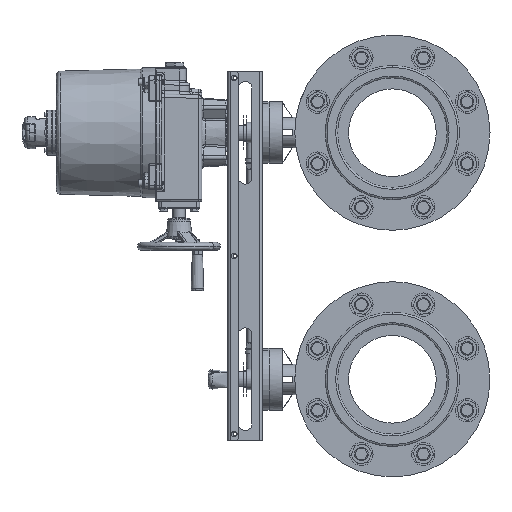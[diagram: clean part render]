
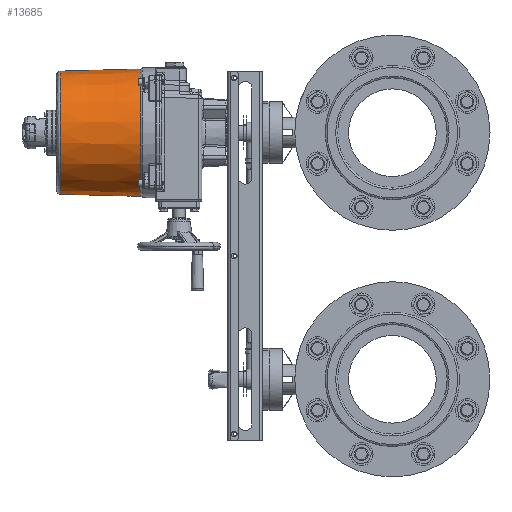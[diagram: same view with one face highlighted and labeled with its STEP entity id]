
A CAD part, left-side view. The second image highlights one B-rep face of the part: STEP entity #13685.
In plain terms, the highlighted conical face has half-angle 1.5 degrees and reference radius 92.898 mm.
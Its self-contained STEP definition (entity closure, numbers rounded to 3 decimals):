
#4840 = VECTOR ( 'NONE', #116084, 1000. ) ;
#7224 = DIRECTION ( 'NONE',  ( 0., -1., 0. ) ) ;
#11545 = DIRECTION ( 'NONE',  ( 0., 0., 1. ) ) ;
#13062 = DIRECTION ( 'NONE',  ( 0., 0., 1. ) ) ;
#13685 = ADVANCED_FACE ( 'NONE', ( #84244 ), #71147, .T. ) ;
#21549 = EDGE_CURVE ( 'NONE', #88119, #76864, #117334, .T. ) ;
#27868 = VERTEX_POINT ( 'NONE', #105504 ) ;
#28159 = CARTESIAN_POINT ( 'NONE',  ( 13.531, 170.123, 597.102 ) ) ;
#34677 = DIRECTION ( 'NONE',  ( 0., -1., 0. ) ) ;
#36212 = DIRECTION ( 'NONE',  ( 0., 1., 0. ) ) ;
#44179 = CIRCLE ( 'NONE', #48451, 89.856 ) ;
#48451 = AXIS2_PLACEMENT_3D ( 'NONE', #113657, #7224, #77533 ) ;
#48711 = ORIENTED_EDGE ( 'NONE', *, *, #21549, .F. ) ;
#52261 = DIRECTION ( 'NONE',  ( 0., -1., -0.026 ) ) ;
#59351 = ORIENTED_EDGE ( 'NONE', *, *, #109038, .T. ) ;
#59588 = CIRCLE ( 'NONE', #121802, 92.898 ) ;
#71147 = CONICAL_SURFACE ( 'NONE', #110674, 92.898, 0.026 ) ;
#76864 = VERTEX_POINT ( 'NONE', #81491 ) ;
#77533 = DIRECTION ( 'NONE',  ( 0., 0., 1. ) ) ;
#81491 = CARTESIAN_POINT ( 'NONE',  ( 13.531, 170.123, 782.898 ) ) ;
#83274 = LINE ( 'NONE', #28159, #103834 ) ;
#84244 = FACE_OUTER_BOUND ( 'NONE', #103717, .T. ) ;
#88119 = VERTEX_POINT ( 'NONE', #129400 ) ;
#96438 = CARTESIAN_POINT ( 'NONE',  ( 13.531, 286.281, 600.144 ) ) ;
#103717 = EDGE_LOOP ( 'NONE', ( #148785, #59351, #140563, #48711 ) ) ;
#103834 = VECTOR ( 'NONE', #52261, 1000. ) ;
#105504 = CARTESIAN_POINT ( 'NONE',  ( 13.531, 170.123, 597.102 ) ) ;
#109038 = EDGE_CURVE ( 'NONE', #109879, #27868, #83274, .T. ) ;
#109879 = VERTEX_POINT ( 'NONE', #96438 ) ;
#110674 = AXIS2_PLACEMENT_3D ( 'NONE', #128491, #34677, #11545 ) ;
#113657 = CARTESIAN_POINT ( 'NONE',  ( 13.531, 286.281, 690. ) ) ;
#115053 = CARTESIAN_POINT ( 'NONE',  ( 13.531, 170.123, 782.898 ) ) ;
#116084 = DIRECTION ( 'NONE',  ( 0., -1., 0.026 ) ) ;
#117334 = LINE ( 'NONE', #115053, #4840 ) ;
#121802 = AXIS2_PLACEMENT_3D ( 'NONE', #134137, #36212, #13062 ) ;
#122756 = EDGE_CURVE ( 'NONE', #27868, #76864, #59588, .T. ) ;
#128491 = CARTESIAN_POINT ( 'NONE',  ( 13.531, 170.123, 690. ) ) ;
#129400 = CARTESIAN_POINT ( 'NONE',  ( 13.531, 286.281, 779.856 ) ) ;
#134137 = CARTESIAN_POINT ( 'NONE',  ( 13.531, 170.123, 690. ) ) ;
#140563 = ORIENTED_EDGE ( 'NONE', *, *, #122756, .T. ) ;
#142809 = EDGE_CURVE ( 'NONE', #88119, #109879, #44179, .T. ) ;
#148785 = ORIENTED_EDGE ( 'NONE', *, *, #142809, .T. ) ;
